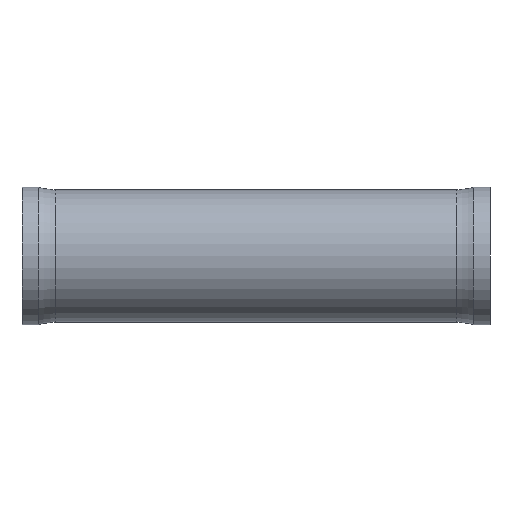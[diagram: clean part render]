
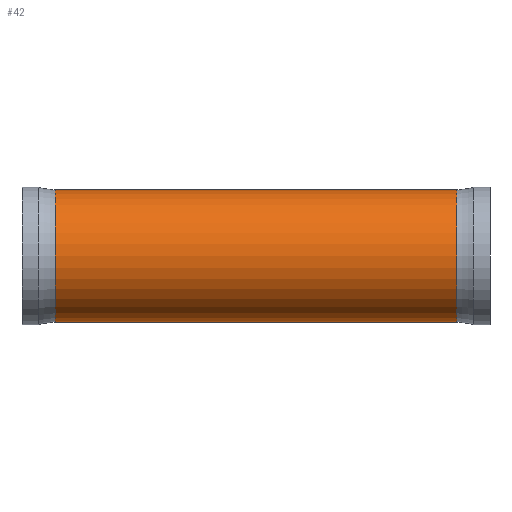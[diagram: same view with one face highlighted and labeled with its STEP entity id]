
A CAD part, front view. The second image highlights one B-rep face of the part: STEP entity #42.
In plain terms, the highlighted cylindrical face has radius 19.837 mm (diameter 39.675 mm), a partial arc.
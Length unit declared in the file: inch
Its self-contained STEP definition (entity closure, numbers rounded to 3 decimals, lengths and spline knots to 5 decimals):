
#8 = EDGE_CURVE ( 'NONE', #333, #77, #399, .T. ) ;
#14 = VECTOR ( 'NONE', #441, 39.37008 ) ;
#42 = ADVANCED_FACE ( 'NONE', ( #606 ), #120, .T. ) ;
#46 = AXIS2_PLACEMENT_3D ( 'NONE', #412, #503, #161 ) ;
#68 = LINE ( 'NONE', #448, #14 ) ;
#77 = VERTEX_POINT ( 'NONE', #231 ) ;
#86 = CARTESIAN_POINT ( 'NONE',  ( 0.39128, 0., 0. ) ) ;
#92 = DIRECTION ( 'NONE',  ( 0., 0., 1. ) ) ;
#120 = CYLINDRICAL_SURFACE ( 'NONE', #613, 0.781 ) ;
#124 = DIRECTION ( 'NONE',  ( -1., 0., 0. ) ) ;
#139 = DIRECTION ( 'NONE',  ( -1., 0., 0. ) ) ;
#156 = CARTESIAN_POINT ( 'NONE',  ( 5.12053, 0., 0.781 ) ) ;
#161 = DIRECTION ( 'NONE',  ( 0., 0., 1. ) ) ;
#177 = CIRCLE ( 'NONE', #253, 0.781 ) ;
#200 = CARTESIAN_POINT ( 'NONE',  ( 0.39128, 0., 0.781 ) ) ;
#221 = CARTESIAN_POINT ( 'NONE',  ( 5.12053, 0., -0.781 ) ) ;
#231 = CARTESIAN_POINT ( 'NONE',  ( 0.39128, 0., -0.781 ) ) ;
#234 = VERTEX_POINT ( 'NONE', #156 ) ;
#253 = AXIS2_PLACEMENT_3D ( 'NONE', #86, #139, #92 ) ;
#267 = CARTESIAN_POINT ( 'NONE',  ( -0.21142, 0., -0.781 ) ) ;
#270 = ORIENTED_EDGE ( 'NONE', *, *, #353, .T. ) ;
#285 = ORIENTED_EDGE ( 'NONE', *, *, #8, .F. ) ;
#312 = DIRECTION ( 'NONE',  ( 0., 0., 1. ) ) ;
#333 = VERTEX_POINT ( 'NONE', #221 ) ;
#353 = EDGE_CURVE ( 'NONE', #333, #234, #445, .T. ) ;
#364 = CARTESIAN_POINT ( 'NONE',  ( -0.21142, 0., 0. ) ) ;
#368 = ORIENTED_EDGE ( 'NONE', *, *, #619, .T. ) ;
#386 = VECTOR ( 'NONE', #404, 39.37008 ) ;
#399 = LINE ( 'NONE', #267, #386 ) ;
#404 = DIRECTION ( 'NONE',  ( -1., 0., 0. ) ) ;
#412 = CARTESIAN_POINT ( 'NONE',  ( 5.12053, 0., 0. ) ) ;
#441 = DIRECTION ( 'NONE',  ( -1., 0., 0. ) ) ;
#445 = CIRCLE ( 'NONE', #46, 0.781 ) ;
#448 = CARTESIAN_POINT ( 'NONE',  ( -0.21142, 0., 0.781 ) ) ;
#453 = EDGE_LOOP ( 'NONE', ( #285, #270, #368, #468 ) ) ;
#468 = ORIENTED_EDGE ( 'NONE', *, *, #567, .F. ) ;
#500 = VERTEX_POINT ( 'NONE', #200 ) ;
#503 = DIRECTION ( 'NONE',  ( -1., 0., 0. ) ) ;
#567 = EDGE_CURVE ( 'NONE', #77, #500, #177, .T. ) ;
#606 = FACE_OUTER_BOUND ( 'NONE', #453, .T. ) ;
#613 = AXIS2_PLACEMENT_3D ( 'NONE', #364, #124, #312 ) ;
#619 = EDGE_CURVE ( 'NONE', #234, #500, #68, .T. ) ;
